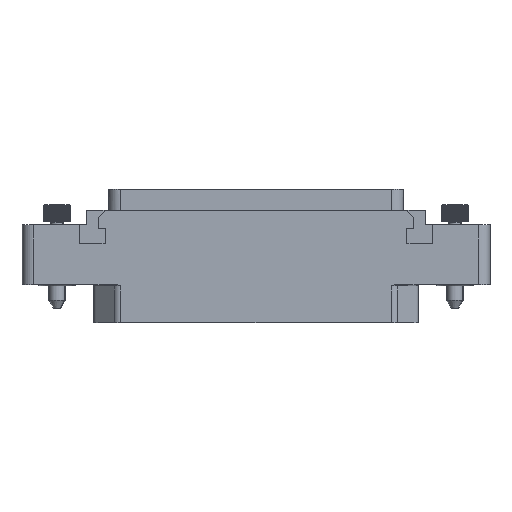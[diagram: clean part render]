
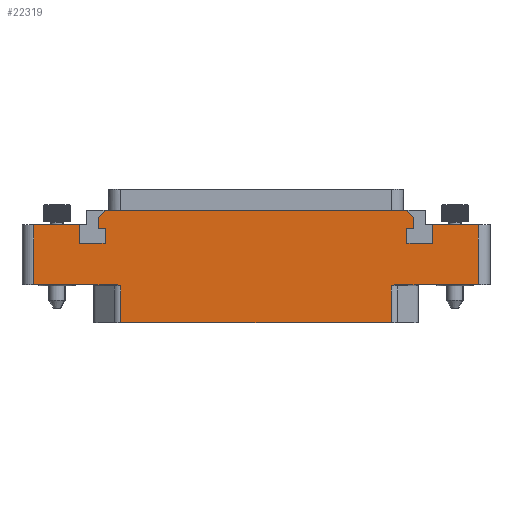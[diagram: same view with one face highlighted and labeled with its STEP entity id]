
A CAD part, top view. The second image highlights one B-rep face of the part: STEP entity #22319.
In plain terms, the highlighted planar face has unit normal (0, 0, 1).
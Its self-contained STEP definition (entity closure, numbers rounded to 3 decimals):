
#422=DIRECTION('',(-1.,0.,0.));
#423=VECTOR('',#422,46.236);
#424=CARTESIAN_POINT('',(23.118,-6.5,7.));
#425=LINE('',#424,#423);
#517=DIRECTION('',(1.,0.,0.));
#518=VECTOR('',#517,14.082);
#519=CARTESIAN_POINT('',(-38.,0.,7.));
#520=LINE('',#519,#518);
#583=DIRECTION('',(0.,-1.,0.));
#584=VECTOR('',#583,10.25);
#585=CARTESIAN_POINT('',(-38.,10.25,7.));
#586=LINE('',#585,#584);
#601=DIRECTION('',(1.,0.,0.));
#602=VECTOR('',#601,7.8);
#603=CARTESIAN_POINT('',(-38.,10.25,7.));
#604=LINE('',#603,#602);
#605=DIRECTION('',(0.,-1.,0.));
#606=VECTOR('',#605,3.2);
#607=CARTESIAN_POINT('',(-30.2,10.25,7.));
#608=LINE('',#607,#606);
#609=DIRECTION('',(1.,0.,0.));
#610=VECTOR('',#609,4.4);
#611=CARTESIAN_POINT('',(-30.2,7.05,7.));
#612=LINE('',#611,#610);
#613=DIRECTION('',(0.,1.,0.));
#614=VECTOR('',#613,2.6);
#615=CARTESIAN_POINT('',(-25.8,7.05,7.));
#616=LINE('',#615,#614);
#617=DIRECTION('',(-1.,0.,0.));
#618=VECTOR('',#617,1.2);
#619=CARTESIAN_POINT('',(-25.8,9.65,7.));
#620=LINE('',#619,#618);
#621=DIRECTION('',(0.,-1.,0.));
#622=VECTOR('',#621,1.9);
#623=CARTESIAN_POINT('',(-27.,11.55,7.));
#624=LINE('',#623,#622);
#625=DIRECTION('',(1.,0.,0.));
#626=VECTOR('',#625,51.6);
#627=CARTESIAN_POINT('',(-25.8,12.75,7.));
#628=LINE('',#627,#626);
#629=DIRECTION('',(0.,-1.,0.));
#630=VECTOR('',#629,1.9);
#631=CARTESIAN_POINT('',(27.,11.55,7.));
#632=LINE('',#631,#630);
#633=DIRECTION('',(-1.,0.,0.));
#634=VECTOR('',#633,1.2);
#635=CARTESIAN_POINT('',(27.,9.65,7.));
#636=LINE('',#635,#634);
#637=DIRECTION('',(0.,-1.,0.));
#638=VECTOR('',#637,2.6);
#639=CARTESIAN_POINT('',(25.8,9.65,7.));
#640=LINE('',#639,#638);
#641=DIRECTION('',(1.,0.,0.));
#642=VECTOR('',#641,4.4);
#643=CARTESIAN_POINT('',(25.8,7.05,7.));
#644=LINE('',#643,#642);
#645=DIRECTION('',(0.,1.,0.));
#646=VECTOR('',#645,3.2);
#647=CARTESIAN_POINT('',(30.2,7.05,7.));
#648=LINE('',#647,#646);
#649=DIRECTION('',(1.,0.,0.));
#650=VECTOR('',#649,7.8);
#651=CARTESIAN_POINT('',(30.2,10.25,7.));
#652=LINE('',#651,#650);
#653=DIRECTION('',(1.,0.,0.));
#654=VECTOR('',#653,14.082);
#655=CARTESIAN_POINT('',(23.918,0.,7.));
#656=LINE('',#655,#654);
#687=CARTESIAN_POINT('',(23.118,-0.2,7.));
#688=CARTESIAN_POINT('',(23.14,-0.192,7.));
#689=CARTESIAN_POINT('',(23.184,-0.176,7.));
#690=CARTESIAN_POINT('',(23.251,-0.152,7.));
#691=CARTESIAN_POINT('',(23.318,-0.128,7.));
#692=CARTESIAN_POINT('',(23.385,-0.106,7.));
#693=CARTESIAN_POINT('',(23.451,-0.085,7.));
#694=CARTESIAN_POINT('',(23.515,-0.066,7.));
#695=CARTESIAN_POINT('',(23.577,-0.049,7.));
#696=CARTESIAN_POINT('',(23.636,-0.035,7.));
#697=CARTESIAN_POINT('',(23.688,-0.024,7.));
#698=CARTESIAN_POINT('',(23.734,-0.016,7.));
#699=CARTESIAN_POINT('',(23.776,-0.01,7.));
#700=CARTESIAN_POINT('',(23.814,-0.005,7.));
#701=CARTESIAN_POINT('',(23.85,-0.002,7.));
#702=CARTESIAN_POINT('',(23.884,0.,7.));
#703=CARTESIAN_POINT('',(23.907,0.,7.));
#704=CARTESIAN_POINT('',(23.918,0.,7.));
#720=DIRECTION('',(0.,1.,0.));
#721=VECTOR('',#720,6.3);
#722=CARTESIAN_POINT('',(23.118,-6.5,7.));
#723=LINE('',#722,#721);
#765=DIRECTION('',(0.,1.,0.));
#766=VECTOR('',#765,10.25);
#767=CARTESIAN_POINT('',(38.,0.,7.));
#768=LINE('',#767,#766);
#2281=DIRECTION('',(0.,1.,0.));
#2282=VECTOR('',#2281,6.3);
#2283=CARTESIAN_POINT('',(-23.118,-6.5,7.));
#2284=LINE('',#2283,#2282);
#2309=CARTESIAN_POINT('',(-23.918,0.,7.));
#2310=CARTESIAN_POINT('',(-23.907,0.,7.));
#2311=CARTESIAN_POINT('',(-23.884,0.,7.));
#2312=CARTESIAN_POINT('',(-23.85,-0.002,7.));
#2313=CARTESIAN_POINT('',(-23.814,-0.005,7.));
#2314=CARTESIAN_POINT('',(-23.776,-0.01,7.));
#2315=CARTESIAN_POINT('',(-23.734,-0.016,7.));
#2316=CARTESIAN_POINT('',(-23.688,-0.024,7.));
#2317=CARTESIAN_POINT('',(-23.636,-0.035,7.));
#2318=CARTESIAN_POINT('',(-23.577,-0.049,7.));
#2319=CARTESIAN_POINT('',(-23.515,-0.066,7.));
#2320=CARTESIAN_POINT('',(-23.451,-0.085,7.));
#2321=CARTESIAN_POINT('',(-23.385,-0.106,7.));
#2322=CARTESIAN_POINT('',(-23.318,-0.128,7.));
#2323=CARTESIAN_POINT('',(-23.251,-0.152,7.));
#2324=CARTESIAN_POINT('',(-23.184,-0.176,7.));
#2325=CARTESIAN_POINT('',(-23.14,-0.192,7.));
#2326=CARTESIAN_POINT('',(-23.118,-0.2,7.));
#2618=DIRECTION('',(0.707,-0.707,0.));
#2619=VECTOR('',#2618,1.697);
#2620=CARTESIAN_POINT('',(25.8,12.75,7.));
#2621=LINE('',#2620,#2619);
#2646=DIRECTION('',(-0.707,-0.707,0.));
#2647=VECTOR('',#2646,1.697);
#2648=CARTESIAN_POINT('',(-25.8,12.75,7.));
#2649=LINE('',#2648,#2647);
#17694=CARTESIAN_POINT('',(-30.2,10.25,7.));
#17695=CARTESIAN_POINT('',(-30.2,7.05,7.));
#17696=VERTEX_POINT('',#17694);
#17697=VERTEX_POINT('',#17695);
#17698=CARTESIAN_POINT('',(-25.8,7.05,7.));
#17699=VERTEX_POINT('',#17698);
#17700=CARTESIAN_POINT('',(-25.8,9.65,7.));
#17701=VERTEX_POINT('',#17700);
#17702=CARTESIAN_POINT('',(-27.,9.65,7.));
#17703=VERTEX_POINT('',#17702);
#17704=CARTESIAN_POINT('',(27.,9.65,7.));
#17705=CARTESIAN_POINT('',(25.8,9.65,7.));
#17706=VERTEX_POINT('',#17704);
#17707=VERTEX_POINT('',#17705);
#17708=CARTESIAN_POINT('',(25.8,7.05,7.));
#17709=VERTEX_POINT('',#17708);
#17710=CARTESIAN_POINT('',(30.2,7.05,7.));
#17711=VERTEX_POINT('',#17710);
#17712=CARTESIAN_POINT('',(30.2,10.25,7.));
#17713=VERTEX_POINT('',#17712);
#17718=CARTESIAN_POINT('',(-25.8,12.75,7.));
#17720=VERTEX_POINT('',#17718);
#17722=CARTESIAN_POINT('',(-27.,11.55,7.));
#17724=VERTEX_POINT('',#17722);
#17726=CARTESIAN_POINT('',(25.8,12.75,7.));
#17728=VERTEX_POINT('',#17726);
#17730=CARTESIAN_POINT('',(27.,11.55,7.));
#17732=VERTEX_POINT('',#17730);
#17822=CARTESIAN_POINT('',(38.,0.,7.));
#17823=CARTESIAN_POINT('',(38.,10.25,7.));
#17824=VERTEX_POINT('',#17822);
#17825=VERTEX_POINT('',#17823);
#17830=CARTESIAN_POINT('',(-38.,10.25,7.));
#17831=CARTESIAN_POINT('',(-38.,0.,7.));
#17832=VERTEX_POINT('',#17830);
#17833=VERTEX_POINT('',#17831);
#18039=CARTESIAN_POINT('',(23.118,-6.5,7.));
#18041=VERTEX_POINT('',#18039);
#18042=CARTESIAN_POINT('',(-23.118,-6.5,7.));
#18044=VERTEX_POINT('',#18042);
#18106=CARTESIAN_POINT('',(-23.118,-0.2,7.));
#18107=VERTEX_POINT('',#18106);
#18108=CARTESIAN_POINT('',(-23.918,0.,7.));
#18109=VERTEX_POINT('',#18108);
#18110=CARTESIAN_POINT('',(23.118,-0.2,7.));
#18112=VERTEX_POINT('',#18110);
#18114=CARTESIAN_POINT('',(23.918,0.,7.));
#18116=VERTEX_POINT('',#18114);
#22269=CARTESIAN_POINT('',(0.,0.,7.));
#22270=DIRECTION('',(0.,0.,-1.));
#22271=DIRECTION('',(-1.,0.,0.));
#22272=AXIS2_PLACEMENT_3D('',#22269,#22270,#22271);
#22273=PLANE('',#22272);
#22275=ORIENTED_EDGE('',*,*,#22274,.F.);
#22277=ORIENTED_EDGE('',*,*,#22276,.F.);
#22279=ORIENTED_EDGE('',*,*,#22278,.F.);
#22280=ORIENTED_EDGE('',*,*,#22089,.T.);
#22282=ORIENTED_EDGE('',*,*,#22281,.T.);
#22284=ORIENTED_EDGE('',*,*,#22283,.F.);
#22285=ORIENTED_EDGE('',*,*,#22176,.F.);
#22286=ORIENTED_EDGE('',*,*,#22260,.F.);
#22287=ORIENTED_EDGE('',*,*,#22224,.T.);
#22289=ORIENTED_EDGE('',*,*,#22288,.T.);
#22291=ORIENTED_EDGE('',*,*,#22290,.T.);
#22293=ORIENTED_EDGE('',*,*,#22292,.T.);
#22295=ORIENTED_EDGE('',*,*,#22294,.T.);
#22297=ORIENTED_EDGE('',*,*,#22296,.F.);
#22299=ORIENTED_EDGE('',*,*,#22298,.F.);
#22301=ORIENTED_EDGE('',*,*,#22300,.T.);
#22303=ORIENTED_EDGE('',*,*,#22302,.T.);
#22305=ORIENTED_EDGE('',*,*,#22304,.T.);
#22307=ORIENTED_EDGE('',*,*,#22306,.T.);
#22309=ORIENTED_EDGE('',*,*,#22308,.T.);
#22311=ORIENTED_EDGE('',*,*,#22310,.T.);
#22313=ORIENTED_EDGE('',*,*,#22312,.T.);
#22314=ORIENTED_EDGE('',*,*,#21914,.T.);
#22316=ORIENTED_EDGE('',*,*,#22315,.F.);
#22317=EDGE_LOOP('',(#22275,#22277,#22279,#22280,#22282,#22284,#22285,#22286,
#22287,#22289,#22291,#22293,#22295,#22297,#22299,#22301,#22303,#22305,#22307,
#22309,#22311,#22313,#22314,#22316));
#22318=FACE_OUTER_BOUND('',#22317,.F.);
#22319=ADVANCED_FACE('',(#22318),#22273,.F.);
#705=B_SPLINE_CURVE_WITH_KNOTS('',3,(#687,#688,#689,#690,#691,#692,#693,#694,
#695,#696,#697,#698,#699,#700,#701,#702,#703,#704),.UNSPECIFIED.,.F.,.F.,(4,1,1,
1,1,1,1,1,1,1,1,1,1,1,1,4),(0.,0.067,0.133,0.2,
0.267,0.333,0.4,0.467,0.533,
0.6,0.667,0.733,0.8,0.867,
0.933,1.),.UNSPECIFIED.);
#2327=B_SPLINE_CURVE_WITH_KNOTS('',3,(#2309,#2310,#2311,#2312,#2313,#2314,#2315,
#2316,#2317,#2318,#2319,#2320,#2321,#2322,#2323,#2324,#2325,#2326),
.UNSPECIFIED.,.F.,.F.,(4,1,1,1,1,1,1,1,1,1,1,1,1,1,1,4),(0.,0.067,
0.133,0.2,0.267,0.333,0.4,
0.467,0.533,0.6,0.667,0.733,
0.8,0.867,0.933,1.),.UNSPECIFIED.);
#21914=EDGE_CURVE('',#17713,#17825,#652,.T.);
#22089=EDGE_CURVE('',#18041,#18044,#425,.T.);
#22176=EDGE_CURVE('',#17833,#18109,#520,.T.);
#22224=EDGE_CURVE('',#17832,#17696,#604,.T.);
#22260=EDGE_CURVE('',#17832,#17833,#586,.T.);
#22274=EDGE_CURVE('',#18116,#17824,#656,.T.);
#22276=EDGE_CURVE('',#18112,#18116,#705,.T.);
#22278=EDGE_CURVE('',#18041,#18112,#723,.T.);
#22281=EDGE_CURVE('',#18044,#18107,#2284,.T.);
#22283=EDGE_CURVE('',#18109,#18107,#2327,.T.);
#22288=EDGE_CURVE('',#17696,#17697,#608,.T.);
#22290=EDGE_CURVE('',#17697,#17699,#612,.T.);
#22292=EDGE_CURVE('',#17699,#17701,#616,.T.);
#22294=EDGE_CURVE('',#17701,#17703,#620,.T.);
#22296=EDGE_CURVE('',#17724,#17703,#624,.T.);
#22298=EDGE_CURVE('',#17720,#17724,#2649,.T.);
#22300=EDGE_CURVE('',#17720,#17728,#628,.T.);
#22302=EDGE_CURVE('',#17728,#17732,#2621,.T.);
#22304=EDGE_CURVE('',#17732,#17706,#632,.T.);
#22306=EDGE_CURVE('',#17706,#17707,#636,.T.);
#22308=EDGE_CURVE('',#17707,#17709,#640,.T.);
#22310=EDGE_CURVE('',#17709,#17711,#644,.T.);
#22312=EDGE_CURVE('',#17711,#17713,#648,.T.);
#22315=EDGE_CURVE('',#17824,#17825,#768,.T.);
